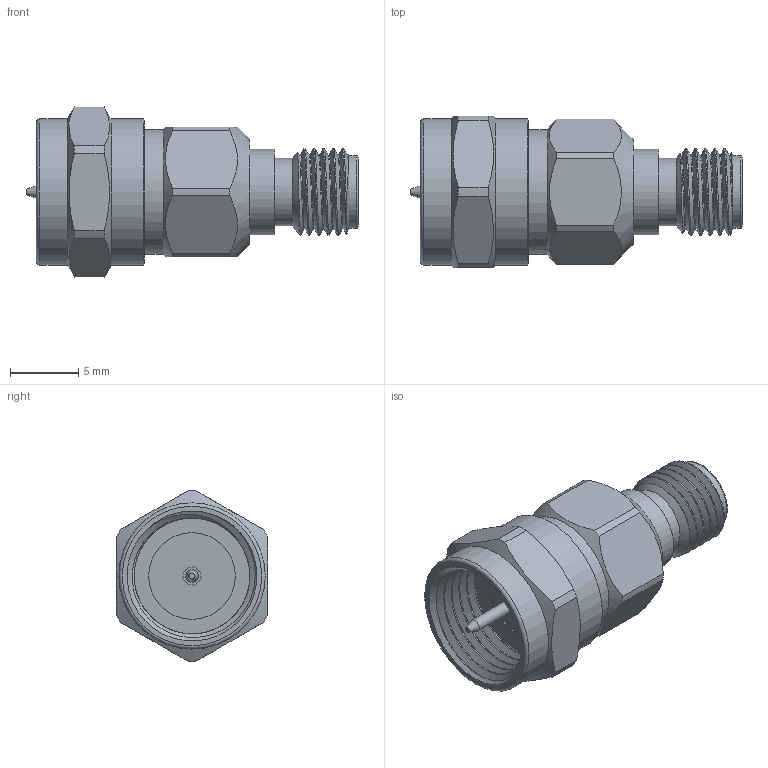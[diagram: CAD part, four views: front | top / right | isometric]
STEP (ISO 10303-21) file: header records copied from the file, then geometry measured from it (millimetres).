
FILE_DESCRIPTION (( 'STEP AP203' ), '1' );
FILE_NAME ('PE91045.step', '2020-04-24T21:38:27', ( '' ), ( '' ), 'SwSTEP 2.0', 'SolidWorks 2018', '' );
FILE_SCHEMA (( 'CONFIG_CONTROL_DESIGN' ));
Length unit declared in the file: inch
Products named in the file (1): PE91045
Bounding box: 24.35 x 11.13 x 12.48 mm (x, y, z)
Volume: 1202.4 mm3; surface area: 1273.4 mm2
Topology: 1 solids, 1 shells, 75 faces, 177 edges, 114 vertices
Faces by surface type: cylinder 28, plane 27, cone 10, bspline 8, torus 2
Full cylindrical faces by diameter (mm): 0.914 x1, 0.94 x1, 1.194 x1, 1.339 x1, 4.572 x1, 4.986 x1, 5.334 x1, 6.244 x1, 6.35 x1, 9.169 x1, 9.444 x1, 9.605 x1, 10.716 x1, 10.722 x1
Entity records: 5070 total; most frequent: CARTESIAN_POINT 3511, DIRECTION 291, ORIENTED_EDGE 284, EDGE_CURVE 142, AXIS2_PLACEMENT_3D 132, EDGE_LOOP 112, VERTEX_POINT 104, FACE_OUTER_BOUND 91
